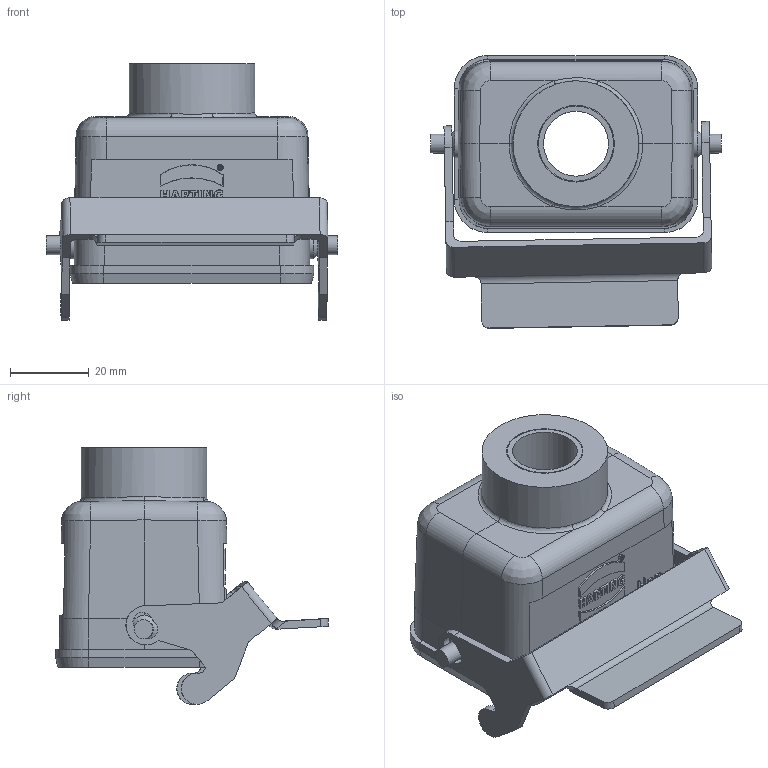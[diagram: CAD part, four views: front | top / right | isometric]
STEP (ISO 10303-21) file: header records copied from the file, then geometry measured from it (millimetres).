
FILE_DESCRIPTION((''),'2;1');
FILE_NAME('04300061761.stp','2020-07-07T15:18:07',('e.eickhoff'),(''),'Autodesk Inventor 2012','Autodesk Inventor 2012','');
FILE_SCHEMA(('AUTOMOTIVE_DESIGN { 1 0 10303 214 1 1 1 1 }'));
Length unit declared in the file: millimetre
Products named in the file (4): 04300061761; Metallbügel 1; M16-PG11 Adapter
Assembly tree (3 placements, depth 2):
  04300061761
    04300061761
    Metallbügel 1
    M16-PG11 Adapter
Bounding box: 74.08 x 69.41 x 65.35 mm (x, y, z)
Volume: 44738.2 mm3; surface area: 29771.6 mm2
Topology: 3 solids, 5 shells, 355 faces, 914 edges, 593 vertices
Faces by surface type: plane 232, cylinder 78, bspline 30, cone 10, torus 5
Full cylindrical faces by diameter (mm): 2.74 x4, 4.8 x2, 7 x2, 16.5 x1, 19.1 x1, 19.5 x1, 32 x1
Entity records: 13330 total; most frequent: CARTESIAN_POINT 4446, ORIENTED_EDGE 1768, DIRECTION 1679, EDGE_CURVE 884, VECTOR 585, LINE 585, VERTEX_POINT 582, AXIS2_PLACEMENT_3D 547
